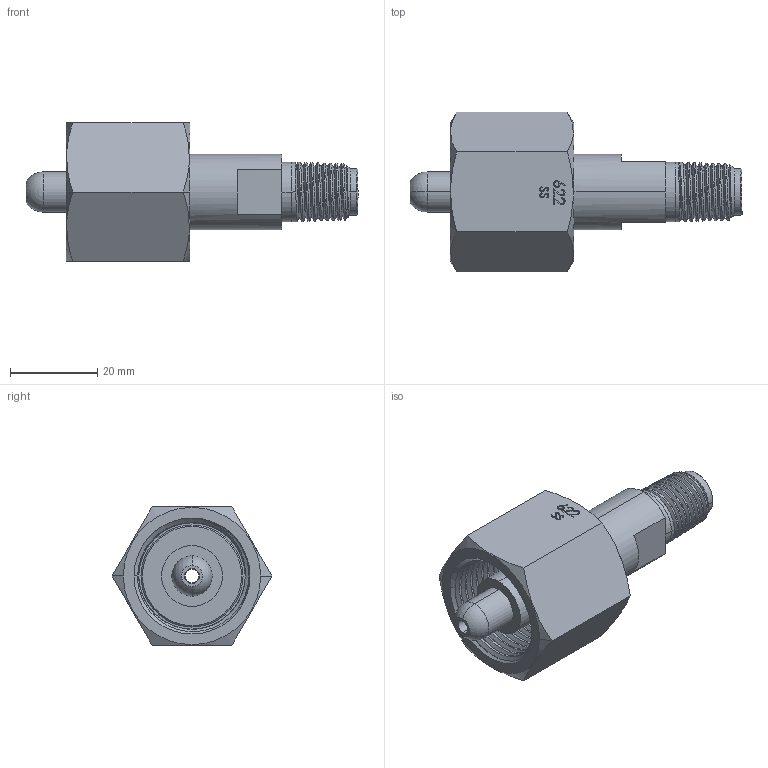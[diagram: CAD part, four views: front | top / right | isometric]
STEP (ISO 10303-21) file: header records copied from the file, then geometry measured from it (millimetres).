
FILE_DESCRIPTION (( 'STEP AP203' ), '1' );
FILE_NAME ('INL-622SS-4M-48.STEP', '2025-02-21T19:55:12', ( '' ), ( '' ), 'SwSTEP 2.0', 'SolidWorks 2018', '' );
FILE_SCHEMA (( 'CONFIG_CONTROL_DESIGN' ));
Length unit declared in the file: inch
Products named in the file (1): INL-622SS-4M-48
Bounding box: 76.2 x 36.66 x 31.75 mm (x, y, z)
Volume: 24138.2 mm3; surface area: 12622.8 mm2
Topology: 2 solids, 2 shells, 114 faces, 547 edges, 446 vertices
Faces by surface type: cone 40, cylinder 37, plane 25, bspline 6, torus 4, sphere 2
Entity records: 14570 total; most frequent: CARTESIAN_POINT 10606, ORIENTED_EDGE 1086, EDGE_CURVE 543, DIRECTION 481, VERTEX_POINT 444, B_SPLINE_CURVE_WITH_KNOTS 356, AXIS2_PLACEMENT_3D 185, EDGE_LOOP 129
